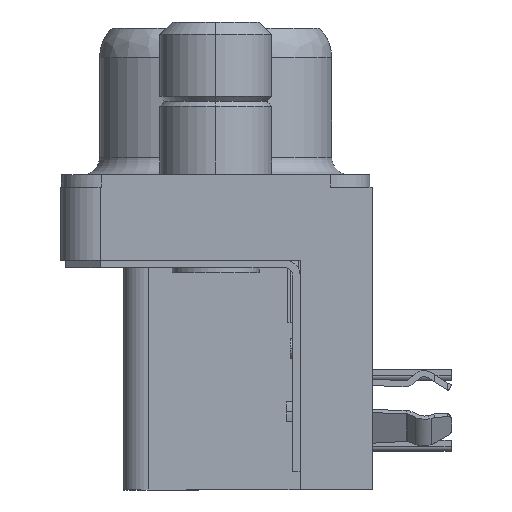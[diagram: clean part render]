
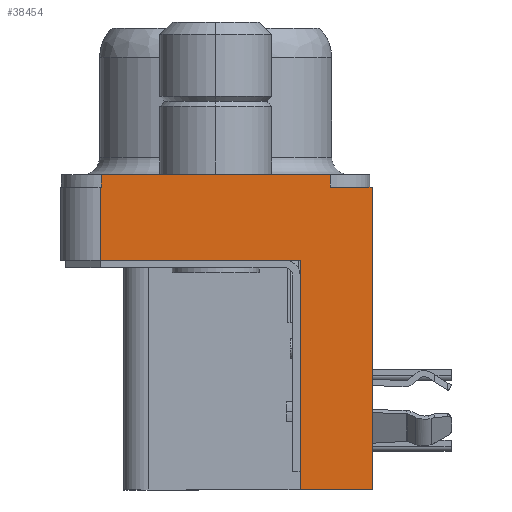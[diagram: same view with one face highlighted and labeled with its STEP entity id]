
A CAD part, left-side view. The second image highlights one B-rep face of the part: STEP entity #38454.
In plain terms, the highlighted face is planar.
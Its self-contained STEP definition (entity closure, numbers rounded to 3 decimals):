
#312 = EDGE_CURVE ( 'NONE', #30753, #2330, #44325, .T. ) ;
#1073 = EDGE_CURVE ( 'NONE', #40961, #5108, #45738, .T. ) ;
#1493 = LINE ( 'NONE', #48364, #25270 ) ;
#2330 = VERTEX_POINT ( 'NONE', #35938 ) ;
#2332 = LINE ( 'NONE', #49191, #48738 ) ;
#2567 = VERTEX_POINT ( 'NONE', #38472 ) ;
#3383 = EDGE_CURVE ( 'NONE', #39507, #30193, #16093, .T. ) ;
#4314 = LINE ( 'NONE', #31612, #13465 ) ;
#4785 = VECTOR ( 'NONE', #25373, 1000. ) ;
#4882 = CARTESIAN_POINT ( 'NONE',  ( 15.405, 0., 0. ) ) ;
#5108 = VERTEX_POINT ( 'NONE', #47595 ) ;
#5441 = CARTESIAN_POINT ( 'NONE',  ( 15.405, 0., -1.69 ) ) ;
#5723 = ORIENTED_EDGE ( 'NONE', *, *, #40513, .T. ) ;
#5749 = CARTESIAN_POINT ( 'NONE',  ( 15.405, 12.2, 0. ) ) ;
#5872 = CARTESIAN_POINT ( 'NONE',  ( 15.405, 0., -10.923 ) ) ;
#7229 = DIRECTION ( 'NONE',  ( 0., -1., 0. ) ) ;
#8544 = CARTESIAN_POINT ( 'NONE',  ( 15.405, 2.95, -10.95 ) ) ;
#8680 = VERTEX_POINT ( 'NONE', #13121 ) ;
#9269 = CARTESIAN_POINT ( 'NONE',  ( 15.405, 1.967, -10.95 ) ) ;
#9477 = CARTESIAN_POINT ( 'NONE',  ( 15.405, 0., -10.95 ) ) ;
#9676 = CARTESIAN_POINT ( 'NONE',  ( 15.405, -0.5, -1.69 ) ) ;
#10516 = VECTOR ( 'NONE', #23051, 1000. ) ;
#11095 = CARTESIAN_POINT ( 'NONE',  ( 15.405, 0., -10.91 ) ) ;
#12977 = LINE ( 'NONE', #5749, #26237 ) ;
#13121 = CARTESIAN_POINT ( 'NONE',  ( 15.405, 12.2, 0. ) ) ;
#13465 = VECTOR ( 'NONE', #44221, 1000. ) ;
#14402 = EDGE_LOOP ( 'NONE', ( #32955, #42130, #5723, #35021, #26063, #26554, #39654, #46621, #17762, #44964 ) ) ;
#14607 = CARTESIAN_POINT ( 'NONE',  ( 15.405, -0.5, -1.69 ) ) ;
#14861 = VECTOR ( 'NONE', #23899, 1000. ) ;
#15825 = CARTESIAN_POINT ( 'NONE',  ( 15.405, 0., -10.91 ) ) ;
#16093 = LINE ( 'NONE', #27951, #10516 ) ;
#17748 = CARTESIAN_POINT ( 'NONE',  ( 15.405, 0.983, -10.95 ) ) ;
#17762 = ORIENTED_EDGE ( 'NONE', *, *, #45528, .F. ) ;
#19262 = CARTESIAN_POINT ( 'NONE',  ( 15.405, 0., -1.69 ) ) ;
#22548 = EDGE_CURVE ( 'NONE', #30193, #40961, #27770, .T. ) ;
#23051 = DIRECTION ( 'NONE',  ( 0., 0., -1. ) ) ;
#23899 = DIRECTION ( 'NONE',  ( 0., -1., 0. ) ) ;
#25270 = VECTOR ( 'NONE', #44026, 1000. ) ;
#25373 = DIRECTION ( 'NONE',  ( 0., 0., -1. ) ) ;
#25685 = FACE_OUTER_BOUND ( 'NONE', #14402, .T. ) ;
#26063 = ORIENTED_EDGE ( 'NONE', *, *, #37108, .F. ) ;
#26237 = VECTOR ( 'NONE', #28694, 1000. ) ;
#26462 = DIRECTION ( 'NONE',  ( 0., 1., 0. ) ) ;
#26554 = ORIENTED_EDGE ( 'NONE', *, *, #3383, .T. ) ;
#26584 = EDGE_CURVE ( 'NONE', #8680, #41564, #12977, .T. ) ;
#27770 = LINE ( 'NONE', #19262, #14861 ) ;
#27951 = CARTESIAN_POINT ( 'NONE',  ( 15.405, 0., 0. ) ) ;
#28694 = DIRECTION ( 'NONE',  ( 0., 0., -1. ) ) ;
#28864 = DIRECTION ( 'NONE',  ( 0., 1., 0. ) ) ;
#30193 = VERTEX_POINT ( 'NONE', #5441 ) ;
#30753 = VERTEX_POINT ( 'NONE', #15825 ) ;
#31612 = CARTESIAN_POINT ( 'NONE',  ( 15.405, 2.95, -2.9 ) ) ;
#32807 = EDGE_CURVE ( 'NONE', #2567, #40318, #4314, .T. ) ;
#32955 = ORIENTED_EDGE ( 'NONE', *, *, #49368, .T. ) ;
#34227 = VECTOR ( 'NONE', #7229, 1000. ) ;
#35021 = ORIENTED_EDGE ( 'NONE', *, *, #26584, .F. ) ;
#35938 = CARTESIAN_POINT ( 'NONE',  ( 15.405, 0., -10.95 ) ) ;
#36416 = AXIS2_PLACEMENT_3D ( 'NONE', #41947, #45790, #26462 ) ;
#37088 = CARTESIAN_POINT ( 'NONE',  ( 15.405, 2.95, -10.95 ) ) ;
#37108 = EDGE_CURVE ( 'NONE', #39507, #8680, #1493, .T. ) ;
#38454 = ADVANCED_FACE ( 'NONE', ( #25685 ), #41429, .T. ) ;
#38472 = CARTESIAN_POINT ( 'NONE',  ( 15.405, 2.95, -2.9 ) ) ;
#39507 = VERTEX_POINT ( 'NONE', #4882 ) ;
#39654 = ORIENTED_EDGE ( 'NONE', *, *, #22548, .T. ) ;
#40318 = VERTEX_POINT ( 'NONE', #8544 ) ;
#40513 = EDGE_CURVE ( 'NONE', #2567, #41564, #2332, .T. ) ;
#40961 = VERTEX_POINT ( 'NONE', #14607 ) ;
#41175 = CARTESIAN_POINT ( 'NONE',  ( 15.405, 0., -10.91 ) ) ;
#41388 = B_SPLINE_CURVE_WITH_KNOTS ( 'NONE', 3,
 ( #41476, #17748, #9269, #37088 ),
 .UNSPECIFIED., .F., .F.,
 ( 4, 4 ),
 ( 0., 1. ),
 .UNSPECIFIED. ) ;
#41429 = PLANE ( 'NONE',  #36416 ) ;
#41476 = CARTESIAN_POINT ( 'NONE',  ( 15.405, 0., -10.95 ) ) ;
#41564 = VERTEX_POINT ( 'NONE', #48439 ) ;
#41947 = CARTESIAN_POINT ( 'NONE',  ( 15.405, 0., 0. ) ) ;
#42130 = ORIENTED_EDGE ( 'NONE', *, *, #32807, .F. ) ;
#42543 = LINE ( 'NONE', #11095, #34227 ) ;
#44026 = DIRECTION ( 'NONE',  ( 0., 1., 0. ) ) ;
#44221 = DIRECTION ( 'NONE',  ( 0., 0., -1. ) ) ;
#44325 = B_SPLINE_CURVE_WITH_KNOTS ( 'NONE', 3,
 ( #41175, #5872, #49137, #9477 ),
 .UNSPECIFIED., .F., .F.,
 ( 4, 4 ),
 ( 0., 1. ),
 .UNSPECIFIED. ) ;
#44964 = ORIENTED_EDGE ( 'NONE', *, *, #312, .T. ) ;
#45528 = EDGE_CURVE ( 'NONE', #30753, #5108, #42543, .T. ) ;
#45738 = LINE ( 'NONE', #9676, #4785 ) ;
#45790 = DIRECTION ( 'NONE',  ( 1., 0., 0. ) ) ;
#46621 = ORIENTED_EDGE ( 'NONE', *, *, #1073, .T. ) ;
#47595 = CARTESIAN_POINT ( 'NONE',  ( 15.405, -0.5, -10.91 ) ) ;
#48364 = CARTESIAN_POINT ( 'NONE',  ( 15.405, 0., 0. ) ) ;
#48439 = CARTESIAN_POINT ( 'NONE',  ( 15.405, 12.2, -2.9 ) ) ;
#48738 = VECTOR ( 'NONE', #28864, 1000. ) ;
#49137 = CARTESIAN_POINT ( 'NONE',  ( 15.405, 0., -10.937 ) ) ;
#49191 = CARTESIAN_POINT ( 'NONE',  ( 15.405, 2.95, -2.9 ) ) ;
#49368 = EDGE_CURVE ( 'NONE', #2330, #40318, #41388, .T. ) ;
